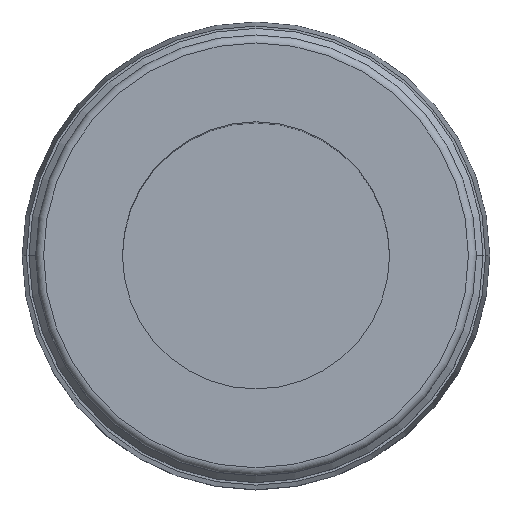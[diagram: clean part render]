
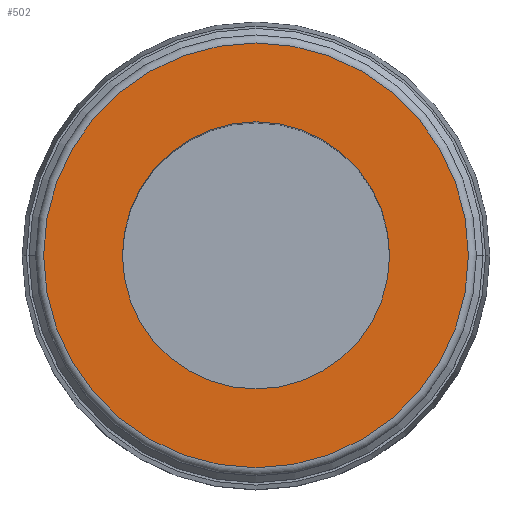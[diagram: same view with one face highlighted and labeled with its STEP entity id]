
A CAD part, top view. The second image highlights one B-rep face of the part: STEP entity #502.
In plain terms, the highlighted planar face has unit normal (0, 0, 1).
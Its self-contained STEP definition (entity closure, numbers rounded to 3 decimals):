
#34=FACE_BOUND('',#86,.T.);
#40=PLANE('',#550);
#49=FACE_OUTER_BOUND('',#85,.T.);
#85=EDGE_LOOP('',(#356));
#86=EDGE_LOOP('',(#357));
#125=CIRCLE('',#546,7.95);
#128=CIRCLE('',#551,5.);
#229=VERTEX_POINT('',#840);
#231=VERTEX_POINT('',#848);
#274=EDGE_CURVE('',#229,#229,#125,.T.);
#278=EDGE_CURVE('',#231,#231,#128,.T.);
#356=ORIENTED_EDGE('',*,*,#274,.F.);
#357=ORIENTED_EDGE('',*,*,#278,.T.);
#502=ADVANCED_FACE('',(#49,#34),#40,.T.);
#546=AXIS2_PLACEMENT_3D('',#841,#648,#649);
#550=AXIS2_PLACEMENT_3D('',#847,#657,#658);
#551=AXIS2_PLACEMENT_3D('',#849,#659,#660);
#648=DIRECTION('center_axis',(0.,0.,-1.));
#649=DIRECTION('ref_axis',(-1.,0.,0.));
#657=DIRECTION('center_axis',(0.,0.,1.));
#658=DIRECTION('ref_axis',(1.,0.,0.));
#659=DIRECTION('center_axis',(0.,0.,-1.));
#660=DIRECTION('ref_axis',(1.,0.,0.));
#840=CARTESIAN_POINT('',(-7.95,0.,24.));
#841=CARTESIAN_POINT('Origin',(0.,0.,24.));
#847=CARTESIAN_POINT('Origin',(0.,0.,24.));
#848=CARTESIAN_POINT('',(-5.,0.,24.));
#849=CARTESIAN_POINT('Origin',(0.,0.,24.));
